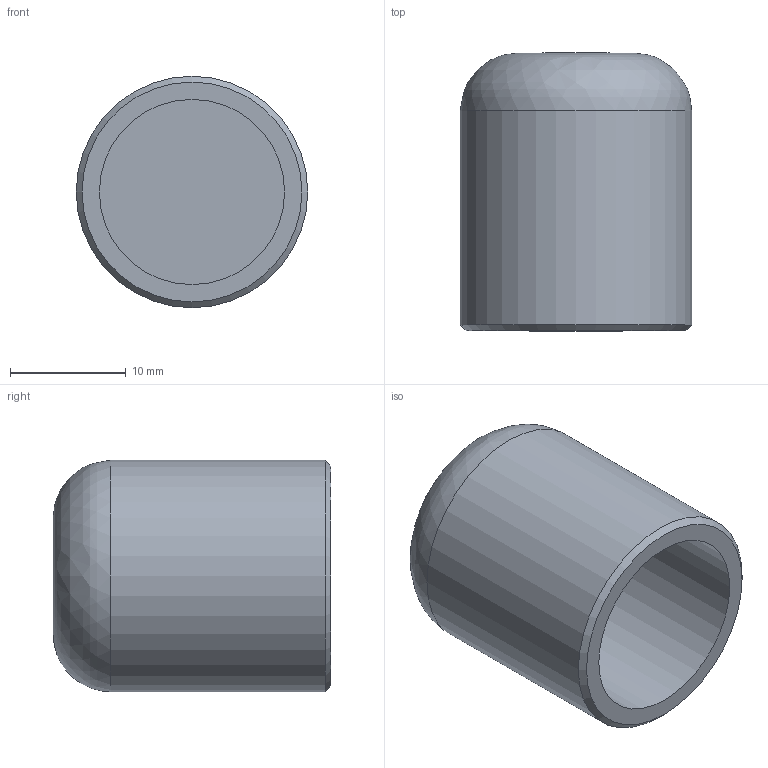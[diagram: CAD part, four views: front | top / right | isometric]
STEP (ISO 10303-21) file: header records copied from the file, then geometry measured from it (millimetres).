
FILE_DESCRIPTION(/* description */ (''),/* implementation_level */ '2;1');
FILE_NAME(/* name */ 'Rubber_feet v4.step',/* time_stamp */ '2022-10-05T09:45:12+02:00',/* author */ (''),/* organization */ (''),/* preprocessor_version */ 'ST-DEVELOPER v19',/* originating_system */ 'Autodesk Translation Framework v11.7.0.108',/* authorisation */ '');
FILE_SCHEMA (('AUTOMOTIVE_DESIGN { 1 0 10303 214 3 1 1 }'));
Length unit declared in the file: millimetre
Products named in the file (1): Rubber_feet
Bounding box: 20 x 24 x 20 mm (x, y, z)
Volume: 3210.9 mm3; surface area: 2976.8 mm2
Topology: 1 solids, 1 shells, 7 faces, 11 edges, 7 vertices
Faces by surface type: plane 3, cylinder 2, cone 1, bspline 1
Full cylindrical faces by diameter (mm): 16 x1, 20 x1
Entity records: 227 total; most frequent: CARTESIAN_POINT 52, DIRECTION 33, ORIENTED_EDGE 22, AXIS2_PLACEMENT_3D 15, EDGE_CURVE 11, EDGE_LOOP 8, CIRCLE 8, FACE_OUTER_BOUND 7
